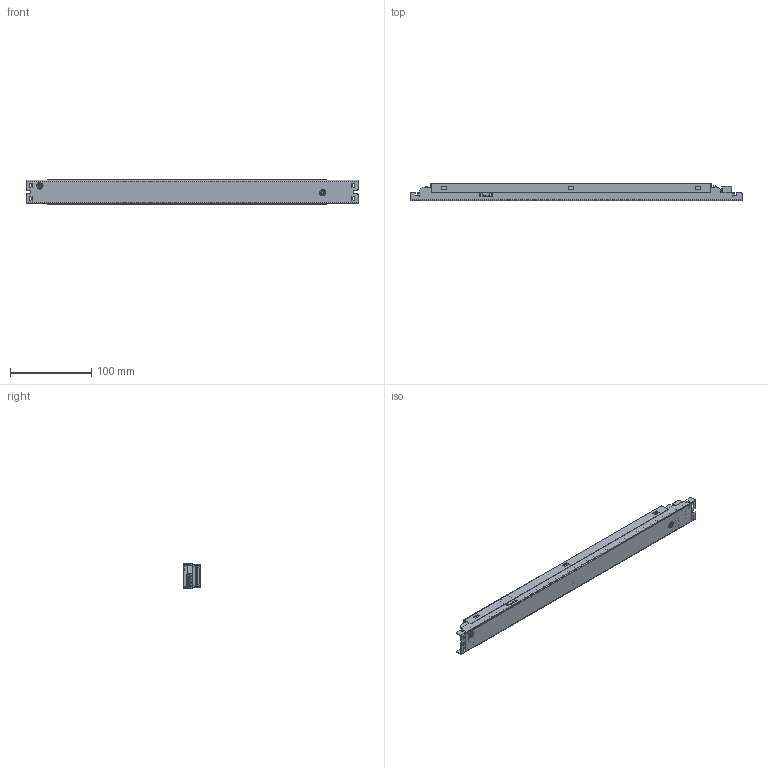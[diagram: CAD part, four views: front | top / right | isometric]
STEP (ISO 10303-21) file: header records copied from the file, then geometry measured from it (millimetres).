
FILE_DESCRIPTION((''),'2;1');
FILE_NAME('000-A6420_ASM','2019-05-22T',('Administrator'),(''),'PRO/ENGINEER BY PARAMETRIC TECHNOLOGY CORPORATION, 2015070','PRO/ENGINEER BY PARAMETRIC TECHNOLOGY CORPORATION, 2015070','');
FILE_SCHEMA(('CONFIG_CONTROL_DESIGN'));
Length unit declared in the file: millimetre
Products named in the file (20): MB_A6420; 3P5_TERMINAL; ______; KBP204GL; PTSA_0_5-8-2_5-Z-223010; 2P5_TERMINAL; ANTENNA-PCB; ANTENNA_SHELL; ANTENNA-NFC-ASSY_ASM; TRANSFORMER; PLACEMENT_A6420_ASM; TOP_COVER_A6420; INSULATING_TRIP_A6420; BOTTOM_COVER_A6420; CROSS_RECESSED_PAN_HEAD_TAPPING; LOCK_SPRING; PCB_MOUNT; PCB_MOUNT_1; INSULATING_TRIP-A_A6420; 000-A6420_ASM
Assembly tree (38 placements, depth 4):
  000-A6420_ASM
    PLACEMENT_A6420_ASM
      MB_A6420
      3P5_TERMINAL  x19
      ______  x2
      KBP204GL
      PTSA_0_5-8-2_5-Z-223010
      2P5_TERMINAL
      ANTENNA-NFC-ASSY_ASM
        ANTENNA-PCB
        ANTENNA_SHELL
      TRANSFORMER
    TOP_COVER_A6420
    INSULATING_TRIP_A6420
    BOTTOM_COVER_A6420
    CROSS_RECESSED_PAN_HEAD_TAPPING
    LOCK_SPRING
    PCB_MOUNT
    PCB_MOUNT_1
    INSULATING_TRIP-A_A6420
Bounding box: 408 x 22.1 x 30 mm (x, y, z)
Volume: 84276.3 mm3; surface area: 285594.1 mm2
Topology: 39 solids, 39 shells, 2001 faces, 5114 edges, 3262 vertices
Faces by surface type: plane 1592, cylinder 351, torus 28, cone 22, sphere 6, bspline 2
Entity records: 42777 total; most frequent: CARTESIAN_POINT 7899, ORIENTED_EDGE 7164, DIRECTION 7155, EDGE_CURVE 3582, VECTOR 2747, LINE 2747, VERTEX_POINT 2242, AXIS2_PLACEMENT_3D 2204
